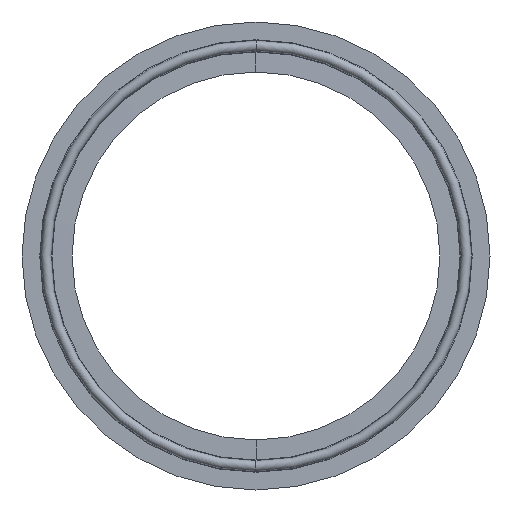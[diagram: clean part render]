
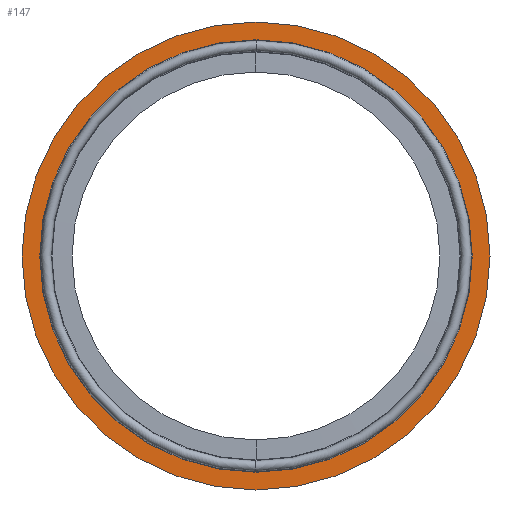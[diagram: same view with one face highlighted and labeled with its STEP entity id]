
A CAD part, left-side view. The second image highlights one B-rep face of the part: STEP entity #147.
In plain terms, the highlighted planar face has unit normal (-1, 0, 0).
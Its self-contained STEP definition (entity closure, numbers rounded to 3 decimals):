
#6 = CARTESIAN_POINT ( 'NONE',  ( -0.9, 0., 0. ) ) ;
#24 = VERTEX_POINT ( 'NONE', #883 ) ;
#71 = ORIENTED_EDGE ( 'NONE', *, *, #233, .T. ) ;
#72 = DIRECTION ( 'NONE',  ( 0., 0., -1. ) ) ;
#111 = CIRCLE ( 'NONE', #544, 54. ) ;
#147 = ADVANCED_FACE ( 'NONE', ( #281, #211 ), #845, .F. ) ;
#173 = EDGE_CURVE ( 'NONE', #276, #24, #591, .T. ) ;
#193 = CARTESIAN_POINT ( 'NONE',  ( -0.9, 0., 0. ) ) ;
#211 = FACE_OUTER_BOUND ( 'NONE', #352, .T. ) ;
#221 = EDGE_LOOP ( 'NONE', ( #428, #337 ) ) ;
#230 = AXIS2_PLACEMENT_3D ( 'NONE', #6, #838, #489 ) ;
#233 = EDGE_CURVE ( 'NONE', #560, #722, #111, .T. ) ;
#276 = VERTEX_POINT ( 'NONE', #350 ) ;
#279 = EDGE_CURVE ( 'NONE', #722, #560, #622, .T. ) ;
#280 = DIRECTION ( 'NONE',  ( -1., 0., 0. ) ) ;
#281 = FACE_BOUND ( 'NONE', #221, .T. ) ;
#293 = DIRECTION ( 'NONE',  ( 1., 0., 0. ) ) ;
#337 = ORIENTED_EDGE ( 'NONE', *, *, #395, .T. ) ;
#350 = CARTESIAN_POINT ( 'NONE',  ( -0.9, 0., -49.9 ) ) ;
#351 = CARTESIAN_POINT ( 'NONE',  ( -0.9, 49.7, 0. ) ) ;
#352 = EDGE_LOOP ( 'NONE', ( #71, #540 ) ) ;
#395 = EDGE_CURVE ( 'NONE', #24, #276, #640, .T. ) ;
#428 = ORIENTED_EDGE ( 'NONE', *, *, #173, .T. ) ;
#473 = DIRECTION ( 'NONE',  ( 1., 0., 0. ) ) ;
#478 = DIRECTION ( 'NONE',  ( 0., 0., -1. ) ) ;
#489 = DIRECTION ( 'NONE',  ( 0., 0., 1. ) ) ;
#530 = CARTESIAN_POINT ( 'NONE',  ( -0.9, 0., -54. ) ) ;
#540 = ORIENTED_EDGE ( 'NONE', *, *, #279, .T. ) ;
#544 = AXIS2_PLACEMENT_3D ( 'NONE', #835, #280, #623 ) ;
#560 = VERTEX_POINT ( 'NONE', #595 ) ;
#591 = CIRCLE ( 'NONE', #707, 49.9 ) ;
#595 = CARTESIAN_POINT ( 'NONE',  ( -0.9, 0., 54. ) ) ;
#622 = CIRCLE ( 'NONE', #230, 54. ) ;
#623 = DIRECTION ( 'NONE',  ( 0., 0., 1. ) ) ;
#640 = CIRCLE ( 'NONE', #821, 49.9 ) ;
#707 = AXIS2_PLACEMENT_3D ( 'NONE', #193, #735, #478 ) ;
#722 = VERTEX_POINT ( 'NONE', #530 ) ;
#735 = DIRECTION ( 'NONE',  ( 1., 0., 0. ) ) ;
#736 = CARTESIAN_POINT ( 'NONE',  ( -0.9, 0., 0. ) ) ;
#749 = AXIS2_PLACEMENT_3D ( 'NONE', #351, #473, #892 ) ;
#821 = AXIS2_PLACEMENT_3D ( 'NONE', #736, #293, #72 ) ;
#835 = CARTESIAN_POINT ( 'NONE',  ( -0.9, 0., 0. ) ) ;
#838 = DIRECTION ( 'NONE',  ( -1., 0., 0. ) ) ;
#845 = PLANE ( 'NONE',  #749 ) ;
#883 = CARTESIAN_POINT ( 'NONE',  ( -0.9, 0., 49.9 ) ) ;
#892 = DIRECTION ( 'NONE',  ( 0., 0., -1. ) ) ;
